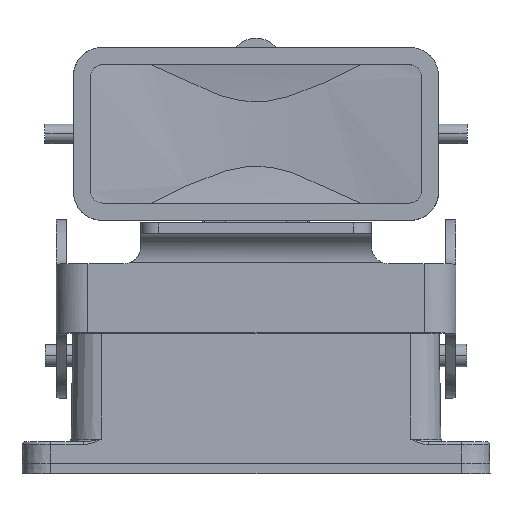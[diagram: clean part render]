
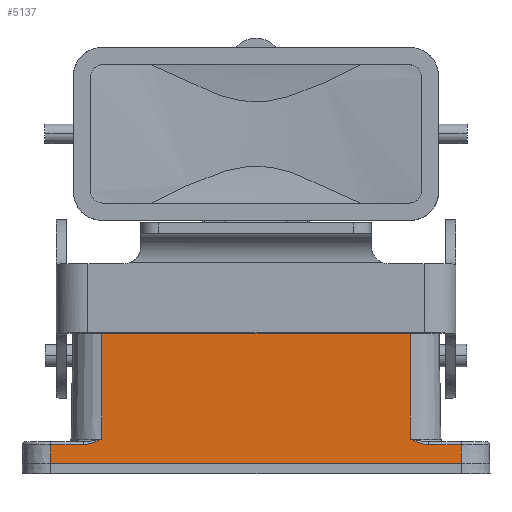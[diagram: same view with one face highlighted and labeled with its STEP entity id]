
A CAD part, top view. The second image highlights one B-rep face of the part: STEP entity #5137.
In plain terms, the highlighted planar face has unit normal (0, 0.018, 1).
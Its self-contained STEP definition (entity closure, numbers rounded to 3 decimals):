
#30 = CARTESIAN_POINT ( 'NONE',  ( 26.988, -21.126, 15.234 ) ) ;
#47 = CARTESIAN_POINT ( 'NONE',  ( -29.411, -21.954, 15.248 ) ) ;
#895 = CARTESIAN_POINT ( 'NONE',  ( 35.6, -21.991, 15.249 ) ) ;
#959 = VERTEX_POINT ( 'NONE', #3421 ) ;
#975 = CARTESIAN_POINT ( 'NONE',  ( 29.98, -21.991, 15.249 ) ) ;
#1030 = CARTESIAN_POINT ( 'NONE',  ( -29.98, -21.991, 15.249 ) ) ;
#1140 = FACE_OUTER_BOUND ( 'NONE', #12452, .T. ) ;
#1145 = CARTESIAN_POINT ( 'NONE',  ( -26.73, 0., 14.865 ) ) ;
#1170 = VECTOR ( 'NONE', #5967, 1000. ) ;
#1545 = VECTOR ( 'NONE', #3715, 1000. ) ;
#1795 = VECTOR ( 'NONE', #9411, 1000. ) ;
#1904 = CARTESIAN_POINT ( 'NONE',  ( -26.73, 0., 14.865 ) ) ;
#2239 = ORIENTED_EDGE ( 'NONE', *, *, #4577, .T. ) ;
#2385 = EDGE_CURVE ( 'NONE', #7549, #9796, #4376, .T. ) ;
#2504 = VECTOR ( 'NONE', #9536, 1000. ) ;
#2538 = VECTOR ( 'NONE', #4370, 1000. ) ;
#2893 = DIRECTION ( 'NONE',  ( 0., -1., 0.017 ) ) ;
#3047 = VERTEX_POINT ( 'NONE', #10702 ) ;
#3421 = CARTESIAN_POINT ( 'NONE',  ( -35.6, -25.25, 15.306 ) ) ;
#3500 = EDGE_CURVE ( 'NONE', #11852, #959, #8570, .T. ) ;
#3548 = VECTOR ( 'NONE', #7914, 1000. ) ;
#3679 = CARTESIAN_POINT ( 'NONE',  ( -26.73, -21.991, 15.249 ) ) ;
#3715 = DIRECTION ( 'NONE',  ( -1., 0., 0. ) ) ;
#3803 = CARTESIAN_POINT ( 'NONE',  ( -26.73, -21.991, 15.249 ) ) ;
#3898 = CARTESIAN_POINT ( 'NONE',  ( 28.855, -21.838, 15.246 ) ) ;
#4013 = ORIENTED_EDGE ( 'NONE', *, *, #10239, .T. ) ;
#4122 = LINE ( 'NONE', #3679, #1545 ) ;
#4266 = CARTESIAN_POINT ( 'NONE',  ( 29.98, -21.991, 15.249 ) ) ;
#4287 = CARTESIAN_POINT ( 'NONE',  ( -26.73, 0., 14.865 ) ) ;
#4370 = DIRECTION ( 'NONE',  ( 0., 1., -0.017 ) ) ;
#4376 = B_SPLINE_CURVE_WITH_KNOTS ( 'NONE', 3,
 ( #4898, #10653, #7760, #11632, #5858, #47, #6823, #1030 ),
 .UNSPECIFIED., .F., .F.,
 ( 4, 2, 2, 4 ),
 ( 0., 0.002, 0.003, 0.003 ),
 .UNSPECIFIED. ) ;
#4557 = CARTESIAN_POINT ( 'NONE',  ( 26.73, 0., 14.865 ) ) ;
#4577 = EDGE_CURVE ( 'NONE', #5466, #3047, #7969, .T. ) ;
#4879 = CARTESIAN_POINT ( 'NONE',  ( 28.04, -21.572, 15.242 ) ) ;
#4898 = CARTESIAN_POINT ( 'NONE',  ( -26.73, -21.009, 15.232 ) ) ;
#5056 = ORIENTED_EDGE ( 'NONE', *, *, #3500, .F. ) ;
#5137 = ADVANCED_FACE ( 'NONE', ( #1140 ), #10572, .T. ) ;
#5239 = EDGE_CURVE ( 'NONE', #11817, #3047, #10941, .T. ) ;
#5259 = ORIENTED_EDGE ( 'NONE', *, *, #8798, .T. ) ;
#5311 = CARTESIAN_POINT ( 'NONE',  ( 26.73, -21.009, 15.232 ) ) ;
#5319 = CARTESIAN_POINT ( 'NONE',  ( 35.6, -25.25, 15.306 ) ) ;
#5342 = ORIENTED_EDGE ( 'NONE', *, *, #6464, .F. ) ;
#5393 = LINE ( 'NONE', #3803, #2504 ) ;
#5466 = VERTEX_POINT ( 'NONE', #5311 ) ;
#5576 = CARTESIAN_POINT ( 'NONE',  ( -35.6, -27., 15.336 ) ) ;
#5838 = CARTESIAN_POINT ( 'NONE',  ( 27.25, -21.244, 15.236 ) ) ;
#5858 = CARTESIAN_POINT ( 'NONE',  ( -28.855, -21.838, 15.246 ) ) ;
#5967 = DIRECTION ( 'NONE',  ( -1., 0., 0. ) ) ;
#5978 = B_SPLINE_CURVE_WITH_KNOTS ( 'NONE', 3,
 ( #975, #6769, #9676, #3898, #10641, #4879, #11613, #5838, #30, #6808 ),
 .UNSPECIFIED., .F., .F.,
 ( 4, 2, 2, 2, 4 ),
 ( 0., 0.001, 0.002, 0.003, 0.003 ),
 .UNSPECIFIED. ) ;
#6064 = VERTEX_POINT ( 'NONE', #12110 ) ;
#6141 = DIRECTION ( 'NONE',  ( 0., -1., 0.017 ) ) ;
#6464 = EDGE_CURVE ( 'NONE', #7714, #11852, #7161, .T. ) ;
#6769 = CARTESIAN_POINT ( 'NONE',  ( 29.692, -21.991, 15.249 ) ) ;
#6808 = CARTESIAN_POINT ( 'NONE',  ( 26.73, -21.009, 15.232 ) ) ;
#6823 = CARTESIAN_POINT ( 'NONE',  ( -29.692, -21.991, 15.249 ) ) ;
#7161 = LINE ( 'NONE', #9986, #11964 ) ;
#7549 = VERTEX_POINT ( 'NONE', #10321 ) ;
#7714 = VERTEX_POINT ( 'NONE', #895 ) ;
#7760 = CARTESIAN_POINT ( 'NONE',  ( -27.77, -21.479, 15.24 ) ) ;
#7914 = DIRECTION ( 'NONE',  ( 1., 0., 0. ) ) ;
#7969 = LINE ( 'NONE', #4557, #10233 ) ;
#8570 = LINE ( 'NONE', #11738, #1170 ) ;
#8613 = VERTEX_POINT ( 'NONE', #4266 ) ;
#8677 = DIRECTION ( 'NONE',  ( 0., 0.017, 1. ) ) ;
#8710 = ORIENTED_EDGE ( 'NONE', *, *, #11148, .T. ) ;
#8798 = EDGE_CURVE ( 'NONE', #6064, #959, #11763, .T. ) ;
#9240 = AXIS2_PLACEMENT_3D ( 'NONE', #1904, #8677, #2893 ) ;
#9369 = DIRECTION ( 'NONE',  ( 0., 1., -0.017 ) ) ;
#9411 = DIRECTION ( 'NONE',  ( 0., -1., 0.017 ) ) ;
#9521 = CARTESIAN_POINT ( 'NONE',  ( -29.98, -21.991, 15.249 ) ) ;
#9536 = DIRECTION ( 'NONE',  ( -1., 0., 0. ) ) ;
#9640 = ORIENTED_EDGE ( 'NONE', *, *, #12134, .T. ) ;
#9676 = CARTESIAN_POINT ( 'NONE',  ( 29.411, -21.954, 15.248 ) ) ;
#9796 = VERTEX_POINT ( 'NONE', #9521 ) ;
#9952 = EDGE_CURVE ( 'NONE', #7549, #11817, #12446, .T. ) ;
#9986 = CARTESIAN_POINT ( 'NONE',  ( 35.6, -27., 15.336 ) ) ;
#10233 = VECTOR ( 'NONE', #9369, 1000. ) ;
#10239 = EDGE_CURVE ( 'NONE', #8613, #5466, #5978, .T. ) ;
#10275 = ORIENTED_EDGE ( 'NONE', *, *, #2385, .T. ) ;
#10321 = CARTESIAN_POINT ( 'NONE',  ( -26.73, -21.009, 15.232 ) ) ;
#10572 = PLANE ( 'NONE',  #9240 ) ;
#10641 = CARTESIAN_POINT ( 'NONE',  ( 28.58, -21.758, 15.245 ) ) ;
#10653 = CARTESIAN_POINT ( 'NONE',  ( -27.249, -21.244, 15.236 ) ) ;
#10702 = CARTESIAN_POINT ( 'NONE',  ( 26.73, 0., 14.865 ) ) ;
#10941 = LINE ( 'NONE', #1145, #3548 ) ;
#11111 = CARTESIAN_POINT ( 'NONE',  ( -26.73, 0., 14.865 ) ) ;
#11148 = EDGE_CURVE ( 'NONE', #7714, #8613, #5393, .T. ) ;
#11171 = ORIENTED_EDGE ( 'NONE', *, *, #5239, .F. ) ;
#11613 = CARTESIAN_POINT ( 'NONE',  ( 27.775, -21.467, 15.24 ) ) ;
#11632 = CARTESIAN_POINT ( 'NONE',  ( -28.58, -21.758, 15.245 ) ) ;
#11738 = CARTESIAN_POINT ( 'NONE',  ( -26.73, -25.25, 15.306 ) ) ;
#11763 = LINE ( 'NONE', #5576, #1795 ) ;
#11817 = VERTEX_POINT ( 'NONE', #4287 ) ;
#11852 = VERTEX_POINT ( 'NONE', #5319 ) ;
#11881 = ORIENTED_EDGE ( 'NONE', *, *, #9952, .F. ) ;
#11964 = VECTOR ( 'NONE', #6141, 1000. ) ;
#12110 = CARTESIAN_POINT ( 'NONE',  ( -35.6, -21.991, 15.249 ) ) ;
#12134 = EDGE_CURVE ( 'NONE', #9796, #6064, #4122, .T. ) ;
#12446 = LINE ( 'NONE', #11111, #2538 ) ;
#12452 = EDGE_LOOP ( 'NONE', ( #5056, #5342, #8710, #4013, #2239, #11171, #11881, #10275, #9640, #5259 ) ) ;
